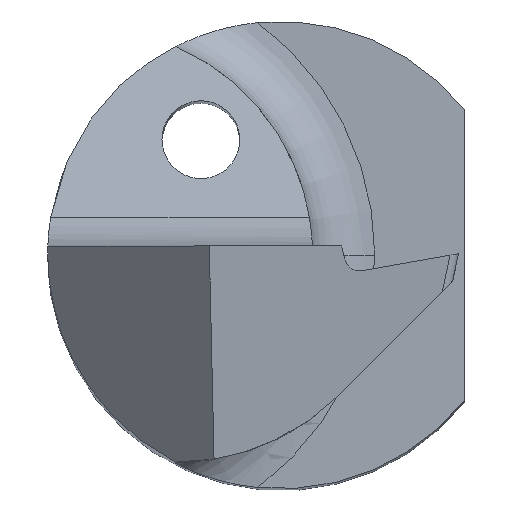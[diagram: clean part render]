
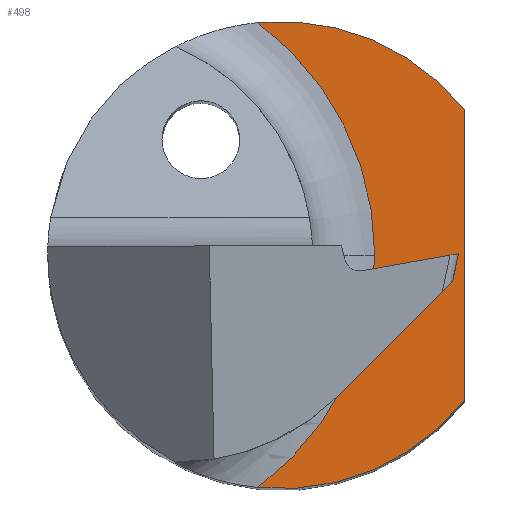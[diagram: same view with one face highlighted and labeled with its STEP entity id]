
A CAD part, top view. The second image highlights one B-rep face of the part: STEP entity #498.
In plain terms, the highlighted planar face has unit normal (0, 0, 1).
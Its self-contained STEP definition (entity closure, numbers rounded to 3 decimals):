
#5 = DIRECTION ( 'NONE',  ( 0., 0., 1. ) ) ;
#16 = EDGE_CURVE ( 'NONE', #526, #735, #931, .T. ) ;
#35 = CIRCLE ( 'NONE', #724, 3. ) ;
#62 = CARTESIAN_POINT ( 'NONE',  ( -2.514, 0., 15.005 ) ) ;
#63 = DIRECTION ( 'NONE',  ( 1., 0., 0. ) ) ;
#83 = CARTESIAN_POINT ( 'NONE',  ( -0.304, 2.985, 15.005 ) ) ;
#112 = CARTESIAN_POINT ( 'NONE',  ( -2.514, 0., 15.005 ) ) ;
#138 = CARTESIAN_POINT ( 'NONE',  ( -0.304, -2.985, 15.005 ) ) ;
#159 = CIRCLE ( 'NONE', #689, 3.714 ) ;
#184 = EDGE_CURVE ( 'NONE', #255, #491, #214, .T. ) ;
#214 = CIRCLE ( 'NONE', #793, 3.714 ) ;
#224 = ORIENTED_EDGE ( 'NONE', *, *, #910, .T. ) ;
#255 = VERTEX_POINT ( 'NONE', #83 ) ;
#258 = EDGE_CURVE ( 'NONE', #830, #526, #763, .T. ) ;
#265 = DIRECTION ( 'NONE',  ( 0., 1., 0. ) ) ;
#274 = EDGE_CURVE ( 'NONE', #735, #255, #35, .T. ) ;
#339 = AXIS2_PLACEMENT_3D ( 'NONE', #535, #5, #765 ) ;
#359 = ORIENTED_EDGE ( 'NONE', *, *, #258, .T. ) ;
#361 = FACE_OUTER_BOUND ( 'NONE', #641, .T. ) ;
#491 = VERTEX_POINT ( 'NONE', #810 ) ;
#498 = ADVANCED_FACE ( 'NONE', ( #361 ), #587, .T. ) ;
#510 = CARTESIAN_POINT ( 'NONE',  ( 2.35, 1.865, 15.005 ) ) ;
#513 = VECTOR ( 'NONE', #265, 1000. ) ;
#526 = VERTEX_POINT ( 'NONE', #555 ) ;
#535 = CARTESIAN_POINT ( 'NONE',  ( 0., 0., 15.005 ) ) ;
#555 = CARTESIAN_POINT ( 'NONE',  ( 2.35, -1.865, 15.005 ) ) ;
#587 = PLANE ( 'NONE',  #968 ) ;
#591 = ORIENTED_EDGE ( 'NONE', *, *, #184, .T. ) ;
#601 = CARTESIAN_POINT ( 'NONE',  ( -0.402, -0.122, 15.005 ) ) ;
#616 = DIRECTION ( 'NONE',  ( 1., 0., 0. ) ) ;
#641 = EDGE_LOOP ( 'NONE', ( #845, #591, #224, #359, #879 ) ) ;
#689 = AXIS2_PLACEMENT_3D ( 'NONE', #62, #745, #748 ) ;
#724 = AXIS2_PLACEMENT_3D ( 'NONE', #837, #843, #616 ) ;
#735 = VERTEX_POINT ( 'NONE', #510 ) ;
#745 = DIRECTION ( 'NONE',  ( 0., 0., -1. ) ) ;
#748 = DIRECTION ( 'NONE',  ( 1., 0., 0. ) ) ;
#763 = CIRCLE ( 'NONE', #339, 3. ) ;
#765 = DIRECTION ( 'NONE',  ( 1., 0., 0. ) ) ;
#793 = AXIS2_PLACEMENT_3D ( 'NONE', #112, #805, #866 ) ;
#805 = DIRECTION ( 'NONE',  ( 0., 0., -1. ) ) ;
#810 = CARTESIAN_POINT ( 'NONE',  ( 1.2, 0., 15.005 ) ) ;
#830 = VERTEX_POINT ( 'NONE', #138 ) ;
#837 = CARTESIAN_POINT ( 'NONE',  ( 0., 0., 15.005 ) ) ;
#843 = DIRECTION ( 'NONE',  ( 0., 0., 1. ) ) ;
#845 = ORIENTED_EDGE ( 'NONE', *, *, #274, .T. ) ;
#866 = DIRECTION ( 'NONE',  ( 1., 0., 0. ) ) ;
#879 = ORIENTED_EDGE ( 'NONE', *, *, #16, .T. ) ;
#886 = DIRECTION ( 'NONE',  ( 0., 0., 1. ) ) ;
#910 = EDGE_CURVE ( 'NONE', #491, #830, #159, .T. ) ;
#931 = LINE ( 'NONE', #937, #513 ) ;
#937 = CARTESIAN_POINT ( 'NONE',  ( 2.35, 1.865, 15.005 ) ) ;
#968 = AXIS2_PLACEMENT_3D ( 'NONE', #601, #886, #63 ) ;
